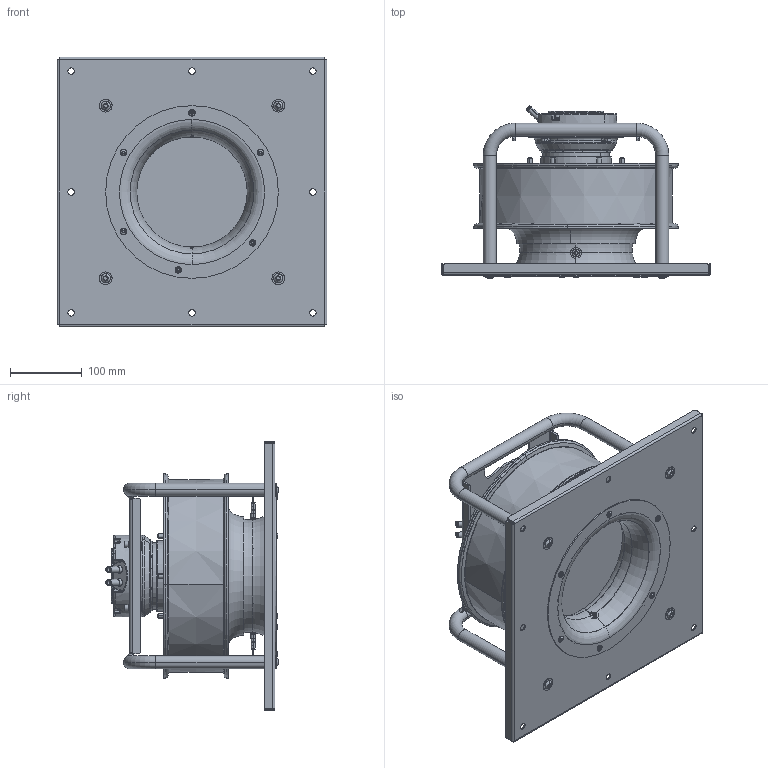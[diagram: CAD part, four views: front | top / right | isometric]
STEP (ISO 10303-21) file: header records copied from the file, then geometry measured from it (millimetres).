
FILE_DESCRIPTION((''),'2;1');
FILE_NAME('1187385_ASM','2023-08-30T09:40:13',('mkulawiak'),(''),'CREO PARAMETRIC BY PTC INC, 2022484','CREO PARAMETRIC BY PTC INC, 2022484','');
FILE_SCHEMA(('CONFIG_CONTROL_DESIGN'));
Length unit declared in the file: millimetre
Products named in the file (25): 1187522; 1187524; FILLET_WELD_ID_1315; 1176184; 1187519_ASM; 1167316; 1167317; 1167315_ASM; 1165532; 1188746; FAN_MOTOR_250_03_FLANGE_ASM; 1166196; 1195166; 1173619; 1173620; 1111787; 1187386_ASM; 1187383; PLAIN_WSH_M5; SPRING_WASHER_M5; SOCKET_BOLT_M5X20; 1169179; 1195169; 1195167; 1187385_ASM
Assembly tree (65 placements, depth 4):
  1187385_ASM
    1187519_ASM
      1187522  x2
      1187524
      FILLET_WELD_ID_1315
      1176184  x4
    1187386_ASM
      1167315_ASM
        1167316
        1167317
      FAN_MOTOR_250_03_FLANGE_ASM
        1165532
        1188746  x6
      1166196
      1195166  x6
      1173619  x2
      1173620  x2
      1111787  x2
    1187383  x8
    PLAIN_WSH_M5  x4
    SPRING_WASHER_M5  x4
    SOCKET_BOLT_M5X20  x4
    1169179
    1195169  x6
    1195167  x4
Bounding box: 375 x 239.51 x 375 mm (x, y, z)
Volume: 5470008.1 mm3; surface area: 985418.3 mm2
Topology: 65 solids, 102 shells, 2792 faces, 7438 edges, 4819 vertices
Faces by surface type: plane 1119, cylinder 1074, torus 243, cone 220, bspline 126, sphere 10
Entity records: 51605 total; most frequent: CARTESIAN_POINT 18900, DIRECTION 6945, ORIENTED_EDGE 6497, EDGE_CURVE 3441, AXIS2_PLACEMENT_3D 2862, VERTEX_POINT 2253, CIRCLE 1556, EDGE_LOOP 1430
